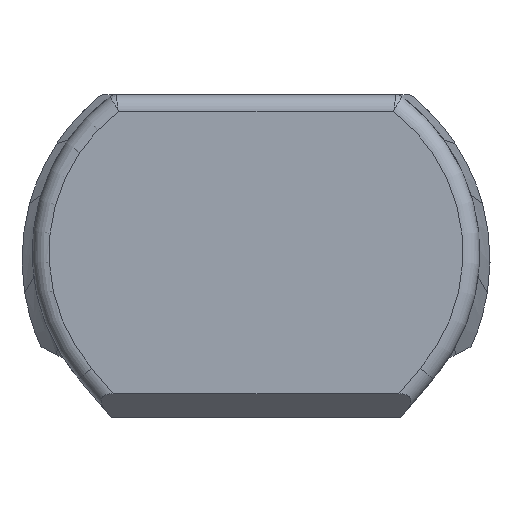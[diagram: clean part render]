
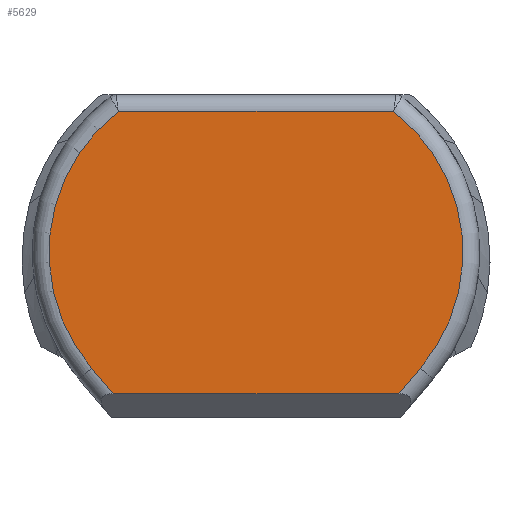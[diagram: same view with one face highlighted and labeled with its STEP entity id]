
A CAD part, left-side view. The second image highlights one B-rep face of the part: STEP entity #5629.
In plain terms, the highlighted planar face has unit normal (-1, 0, 0).
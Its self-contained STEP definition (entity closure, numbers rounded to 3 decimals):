
#742=CIRCLE('',#5812,11.331);
#748=CIRCLE('',#5845,11.331);
#1054=FACE_OUTER_BOUND('',#1380,.T.);
#1380=EDGE_LOOP('',(#5095,#5096,#5097,#5098,#5099,#5100,#5101,#5102));
#1689=LINE('',#11693,#2038);
#1727=LINE('',#13615,#2076);
#1728=LINE('',#13616,#2077);
#1729=LINE('',#13625,#2078);
#1730=LINE('',#13628,#2079);
#1731=LINE('',#13629,#2080);
#2038=VECTOR('',#6437,10.);
#2076=VECTOR('',#6527,10.);
#2077=VECTOR('',#6528,10.);
#2078=VECTOR('',#6541,10.);
#2079=VECTOR('',#6544,10.);
#2080=VECTOR('',#6545,10.);
#2567=VERTEX_POINT('',#11669);
#2568=VERTEX_POINT('',#11687);
#2569=VERTEX_POINT('',#11691);
#2632=VERTEX_POINT('',#13595);
#2633=VERTEX_POINT('',#13614);
#2634=VERTEX_POINT('',#13619);
#2635=VERTEX_POINT('',#13623);
#2636=VERTEX_POINT('',#13627);
#3317=EDGE_CURVE('',#2568,#2567,#742,.T.);
#3320=EDGE_CURVE('',#2569,#2568,#1689,.T.);
#3466=EDGE_CURVE('',#2632,#2633,#1727,.T.);
#3467=EDGE_CURVE('',#2567,#2633,#1728,.T.);
#3470=EDGE_CURVE('',#2634,#2632,#748,.T.);
#3472=EDGE_CURVE('',#2635,#2634,#1729,.T.);
#3473=EDGE_CURVE('',#2636,#2635,#1730,.T.);
#3474=EDGE_CURVE('',#2636,#2569,#1731,.T.);
#5095=ORIENTED_EDGE('',*,*,#3466,.F.);
#5096=ORIENTED_EDGE('',*,*,#3470,.F.);
#5097=ORIENTED_EDGE('',*,*,#3472,.F.);
#5098=ORIENTED_EDGE('',*,*,#3473,.F.);
#5099=ORIENTED_EDGE('',*,*,#3474,.T.);
#5100=ORIENTED_EDGE('',*,*,#3320,.T.);
#5101=ORIENTED_EDGE('',*,*,#3317,.T.);
#5102=ORIENTED_EDGE('',*,*,#3467,.T.);
#5321=PLANE('',#5848);
#5629=ADVANCED_FACE('',(#1054),#5321,.T.);
#5812=AXIS2_PLACEMENT_3D('',#11688,#6429,#6430);
#5845=AXIS2_PLACEMENT_3D('',#13621,#6535,#6536);
#5848=AXIS2_PLACEMENT_3D('',#13626,#6542,#6543);
#6429=DIRECTION('center_axis',(-1.,0.,0.));
#6430=DIRECTION('ref_axis',(0.,-0.994,0.11));
#6437=DIRECTION('',(0.,-0.648,0.762));
#6527=DIRECTION('',(0.,-1.,0.));
#6528=DIRECTION('',(0.,1.,0.));
#6535=DIRECTION('center_axis',(1.,0.,0.));
#6536=DIRECTION('ref_axis',(0.,0.994,0.11));
#6541=DIRECTION('',(0.,0.648,0.762));
#6542=DIRECTION('center_axis',(-1.,0.,0.));
#6543=DIRECTION('ref_axis',(0.,1.,0.));
#6544=DIRECTION('',(0.,1.,0.));
#6545=DIRECTION('',(0.,-1.,0.));
#11669=CARTESIAN_POINT('',(181.43,134.089,34.403));
#11687=CARTESIAN_POINT('',(181.43,132.385,18.099));
#11688=CARTESIAN_POINT('Origin',(181.43,141.019,25.438));
#11691=CARTESIAN_POINT('',(181.43,133.759,16.484));
#11693=CARTESIAN_POINT('',(181.43,134.78,15.282));
#13595=CARTESIAN_POINT('',(181.43,151.571,34.403));
#13614=CARTESIAN_POINT('',(181.43,142.83,34.403));
#13615=CARTESIAN_POINT('',(181.43,150.686,34.403));
#13616=CARTESIAN_POINT('',(181.43,134.975,34.403));
#13619=CARTESIAN_POINT('',(181.43,153.275,18.099));
#13621=CARTESIAN_POINT('Origin',(181.43,144.642,25.438));
#13623=CARTESIAN_POINT('',(181.43,151.902,16.484));
#13625=CARTESIAN_POINT('',(181.43,150.88,15.282));
#13626=CARTESIAN_POINT('Origin',(181.43,142.83,17.272));
#13627=CARTESIAN_POINT('',(181.43,142.83,16.484));
#13628=CARTESIAN_POINT('',(181.43,142.83,16.484));
#13629=CARTESIAN_POINT('',(181.43,142.83,16.484));
